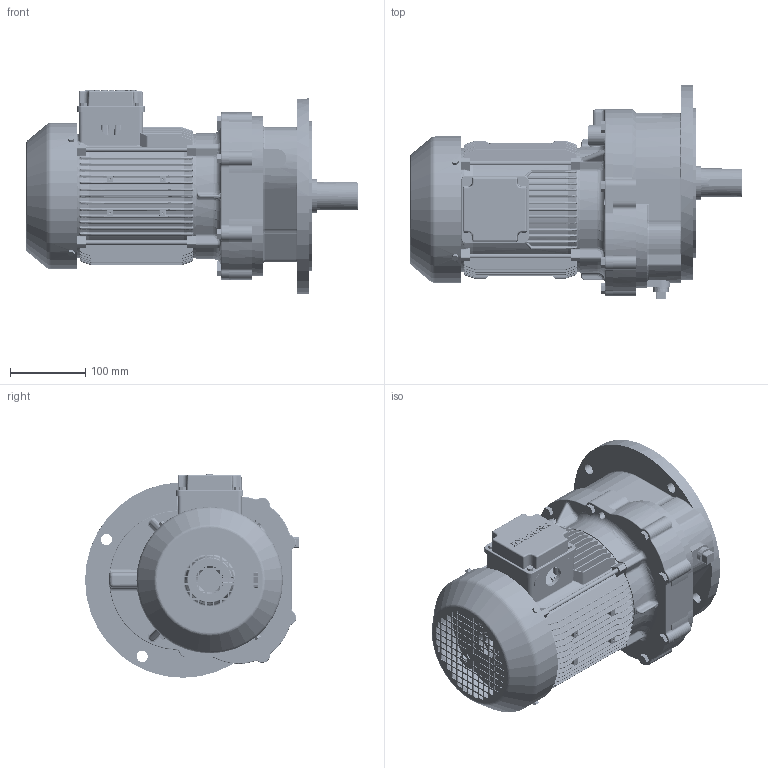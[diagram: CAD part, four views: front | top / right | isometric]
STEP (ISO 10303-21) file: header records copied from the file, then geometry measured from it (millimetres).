
FILE_DESCRIPTION (( 'STEP AP214' ), '1' );
FILE_NAME ('EK2DO100765H0001_F1VA15_1.5KW_R5~30_CUSTOMER.stp', '2024-03-13T05:23:46', ( 'admin' ), ( '' ), 'SwSTEP 2.0', 'SolidWorks 2022', '' );
FILE_SCHEMA (( 'AUTOMOTIVE_DESIGN' ));
Length unit declared in the file: millimetre
Products named in the file (1): EK2DO100765H0001_F1VA15_1.5KW_R5~30_CUSTOMER
Bounding box: 442 x 284.67 x 271 mm (x, y, z)
Volume: 6108837.9 mm3; surface area: 1048317.9 mm2
Topology: 30 solids, 31 shells, 6910 faces, 17290 edges, 10448 vertices
Faces by surface type: cylinder 2236, bspline 2041, plane 1506, torus 735, cone 298, sphere 94
Entity records: 338765 total; most frequent: CARTESIAN_POINT 110541, ORIENTED_EDGE 34350, DIRECTION 29067, EDGE_CURVE 17175, AXIS2_PLACEMENT_3D 11608, VERTEX_POINT 10444, EDGE_LOOP 7375, UNCERTAINTY_MEASURE_WITH_UNIT 6942
